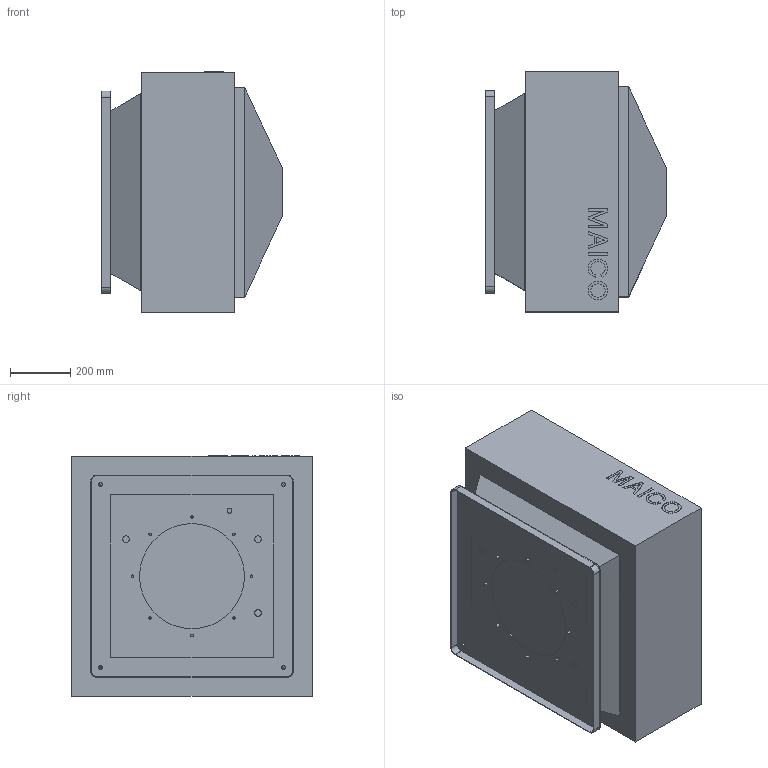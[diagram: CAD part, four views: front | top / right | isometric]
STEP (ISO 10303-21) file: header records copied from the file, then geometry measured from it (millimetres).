
FILE_DESCRIPTION(('Creo Elements/Direct Modeling STEP Export'),'2;1');
FILE_NAME('0087.0028_MDR-35-EC.stp','2020-06-23T 7:17:44',(''),(''),'PTC Creo Elements/Direct Modeling STEP processor for AP214 (Solid Model)','PTC Creo Elements/Direct Modeling 19.0C 15-Aug-2015 (C) Parametric Technology GmbH','');
FILE_SCHEMA(('AUTOMOTIVE_DESIGN { 1 0 10303 214 1 1 1 1 }'));
Length unit declared in the file: millimetre
Products named in the file (1): MDR-35
Bounding box: 600.79 x 800 x 801 mm (x, y, z)
Volume: 279123687.7 mm3; surface area: 3039481.7 mm2
Topology: 1 solids, 1 shells, 254 faces, 676 edges, 448 vertices
Faces by surface type: plane 212, cylinder 42
Entity records: 7638 total; most frequent: ORIENTED_EDGE 1352, CARTESIAN_POINT 1339, DIRECTION 1190, EDGE_CURVE 676, VECTOR 592, LINE 592, VERTEX_POINT 448, AXIS2_PLACEMENT_3D 299
